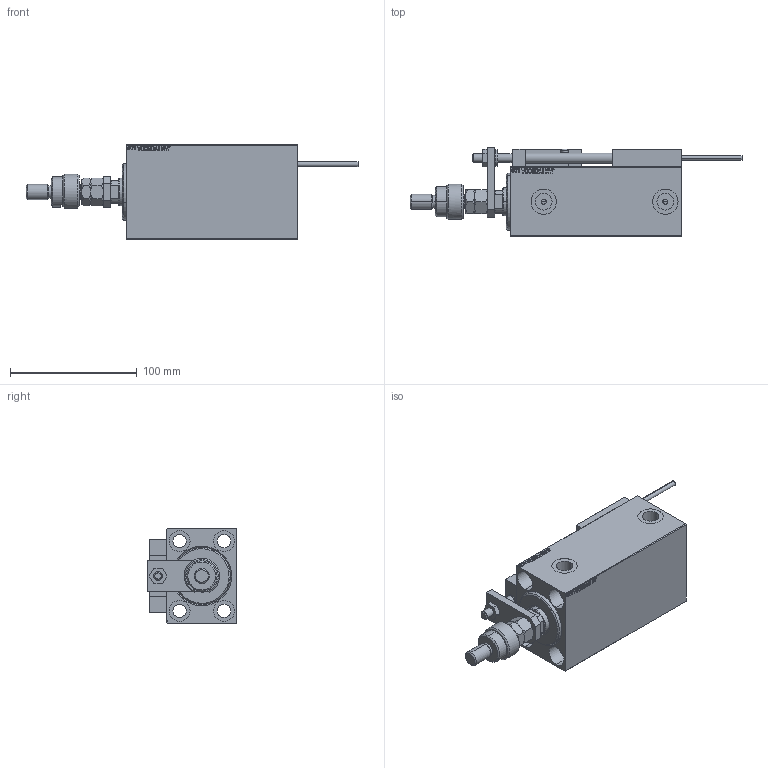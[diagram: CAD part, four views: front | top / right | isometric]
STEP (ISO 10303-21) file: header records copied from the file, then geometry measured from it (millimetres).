
FILE_DESCRIPTION (( 'STEP AP203' ), '1' );
FILE_NAME ('067d.STEP', '2022-04-17T10:37:57', ( '' ), ( '' ), 'SwSTEP 2.0', 'SolidWorks 2019', '' );
FILE_SCHEMA (( 'CONFIG_CONTROL_DESIGN' ));
Length unit declared in the file: millimetre
Products named in the file (18): FEMALE_PART_FOR_DFA 4cdaa1374e6d9b82819ece8e33cf37fb; MAGNET 4cdaa1374e6d9b82819ece8e33cf37fb; V450CM_VC_B 4cdaa1374e6d9b82819ece8e33cf37fb; V450CM_C_VCP 4cdaa1374e6d9b82819ece8e33cf37fb; ALLEN BOLT D8 4cdaa1374e6d9b82819ece8e33cf37fb; X_Y_DFA 4cdaa1374e6d9b82819ece8e33cf37fb; SWITCH DIM B,W 4cdaa1374e6d9b82819ece8e33cf37fb; SWITCH X 4cdaa1374e6d9b82819ece8e33cf37fb; ZARAZKA 4cdaa1374e6d9b82819ece8e33cf37fb; ALLEN BOLT D5 4cdaa1374e6d9b82819ece8e33cf37fb; TYC_L79 4cdaa1374e6d9b82819ece8e33cf37fb; SWITCH_X_FRONT_BACK 4cdaa1374e6d9b82819ece8e33cf37fb; MFA 4cdaa1374e6d9b82819ece8e33cf37fb; Block 4cdaa1374e6d9b82819ece8e33cf37fb; V450CM_C_Body 4cdaa1374e6d9b82819ece8e33cf37fb; NUT_D12 4cdaa1374e6d9b82819ece8e33cf37fb; 067d; KONCOVKA 4cdaa1374e6d9b82819ece8e33cf37fb
Assembly tree (27 placements, depth 3):
  067d
    V450CM_C_Body 4cdaa1374e6d9b82819ece8e33cf37fb
    SWITCH X 4cdaa1374e6d9b82819ece8e33cf37fb
      SWITCH_X_FRONT_BACK 4cdaa1374e6d9b82819ece8e33cf37fb  x2
      TYC_L79 4cdaa1374e6d9b82819ece8e33cf37fb
      Block 4cdaa1374e6d9b82819ece8e33cf37fb  x2
      ALLEN BOLT D5 4cdaa1374e6d9b82819ece8e33cf37fb  x4
      ALLEN BOLT D8 4cdaa1374e6d9b82819ece8e33cf37fb  x4
      MAGNET 4cdaa1374e6d9b82819ece8e33cf37fb  x2
      KONCOVKA 4cdaa1374e6d9b82819ece8e33cf37fb  x2
    NUT_D12 4cdaa1374e6d9b82819ece8e33cf37fb
    SWITCH DIM B,W 4cdaa1374e6d9b82819ece8e33cf37fb
    ZARAZKA 4cdaa1374e6d9b82819ece8e33cf37fb
    V450CM_C_VCP 4cdaa1374e6d9b82819ece8e33cf37fb
    V450CM_VC_B 4cdaa1374e6d9b82819ece8e33cf37fb
    X_Y_DFA 4cdaa1374e6d9b82819ece8e33cf37fb
      FEMALE_PART_FOR_DFA 4cdaa1374e6d9b82819ece8e33cf37fb
      MFA 4cdaa1374e6d9b82819ece8e33cf37fb
Bounding box: 262 x 70.5 x 75 mm (x, y, z)
Volume: 531495.3 mm3; surface area: 129907.3 mm2
Topology: 25 solids, 25 shells, 1384 faces, 3296 edges, 2095 vertices
Faces by surface type: plane 593, bspline 380, cylinder 213, cone 146, torus 48, sphere 4
Entity records: 53730 total; most frequent: CARTESIAN_POINT 26936, ORIENTED_EDGE 5612, DIRECTION 3926, EDGE_CURVE 2806, VERTEX_POINT 1819, VECTOR 1560, LINE 1560, EDGE_LOOP 1303
